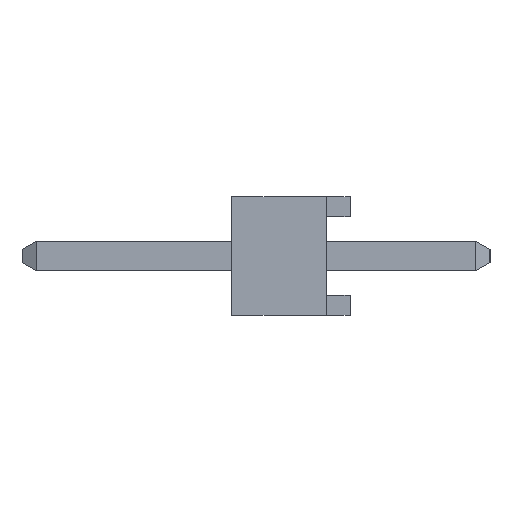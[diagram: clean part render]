
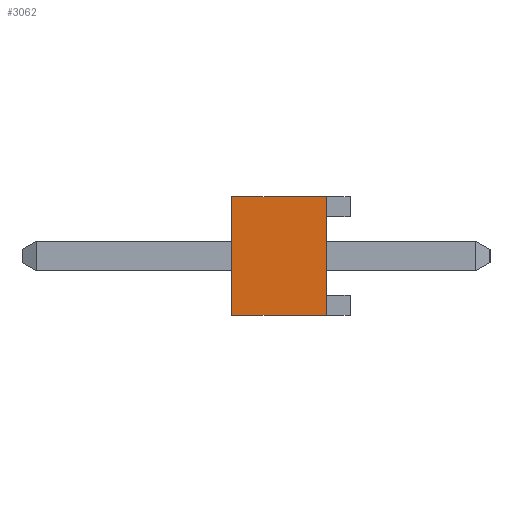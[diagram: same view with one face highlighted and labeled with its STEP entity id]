
A CAD part, left-side view. The second image highlights one B-rep face of the part: STEP entity #3062.
In plain terms, the highlighted planar face has unit normal (-1, 0, 0).
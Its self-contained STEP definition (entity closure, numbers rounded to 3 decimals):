
#183 = EDGE_LOOP ( 'NONE', ( #7852, #7863, #12227, #12226 ) ) ;
#1410 = DIRECTION ( 'NONE',  ( 0., 1., 0. ) ) ;
#1411 = DIRECTION ( 'NONE',  ( 1., 0., 0. ) ) ;
#1425 = PLANE ( 'NONE',  #3978 ) ;
#1436 = CARTESIAN_POINT ( 'NONE',  ( -38.1, 2.54, 1.27 ) ) ;
#1690 = DIRECTION ( 'NONE',  ( 0., -1., 0. ) ) ;
#1694 = CARTESIAN_POINT ( 'NONE',  ( -38.1, 2.54, 1.27 ) ) ;
#1729 = DIRECTION ( 'NONE',  ( 0., -1., 0. ) ) ;
#1730 = CARTESIAN_POINT ( 'NONE',  ( -38.1, 2.54, -1.27 ) ) ;
#1769 = DIRECTION ( 'NONE',  ( 0., 0., -1. ) ) ;
#1772 = CARTESIAN_POINT ( 'NONE',  ( -38.1, 0.508, 1.27 ) ) ;
#3062 = ADVANCED_FACE ( 'NONE', ( #7769 ), #1425, .F. ) ;
#3270 = DIRECTION ( 'NONE',  ( 0., 0., -1. ) ) ;
#3271 = CARTESIAN_POINT ( 'NONE',  ( -38.1, 2.54, 1.27 ) ) ;
#3978 = AXIS2_PLACEMENT_3D ( 'NONE', #1436, #1411, #1410 ) ;
#5778 = LINE ( 'NONE', #3271, #5779 ) ;
#5779 = VECTOR ( 'NONE', #3270, 1000. ) ;
#5806 = LINE ( 'NONE', #1772, #5807 ) ;
#5807 = VECTOR ( 'NONE', #1769, 1000. ) ;
#5830 = LINE ( 'NONE', #1694, #5831 ) ;
#5831 = VECTOR ( 'NONE', #1690, 1000. ) ;
#5884 = LINE ( 'NONE', #1730, #5885 ) ;
#5885 = VECTOR ( 'NONE', #1729, 1000. ) ;
#7769 = FACE_OUTER_BOUND ( 'NONE', #183, .T. ) ;
#7852 = ORIENTED_EDGE ( 'NONE', *, *, #14317, .T. ) ;
#7863 = ORIENTED_EDGE ( 'NONE', *, *, #14278, .F. ) ;
#8729 = VERTEX_POINT ( 'NONE', #11673 ) ;
#9053 = VERTEX_POINT ( 'NONE', #11400 ) ;
#9066 = VERTEX_POINT ( 'NONE', #11386 ) ;
#9465 = VERTEX_POINT ( 'NONE', #12860 ) ;
#11386 = CARTESIAN_POINT ( 'NONE',  ( -38.1, 0.508, -1.27 ) ) ;
#11400 = CARTESIAN_POINT ( 'NONE',  ( -38.1, 2.54, -1.27 ) ) ;
#11673 = CARTESIAN_POINT ( 'NONE',  ( -38.1, 0.508, 1.27 ) ) ;
#12226 = ORIENTED_EDGE ( 'NONE', *, *, #14264, .T. ) ;
#12227 = ORIENTED_EDGE ( 'NONE', *, *, #14290, .F. ) ;
#12860 = CARTESIAN_POINT ( 'NONE',  ( -38.1, 2.54, 1.27 ) ) ;
#14264 = EDGE_CURVE ( 'NONE', #9465, #9053, #5778, .T. ) ;
#14278 = EDGE_CURVE ( 'NONE', #8729, #9066, #5806, .T. ) ;
#14290 = EDGE_CURVE ( 'NONE', #9465, #8729, #5830, .T. ) ;
#14317 = EDGE_CURVE ( 'NONE', #9053, #9066, #5884, .T. ) ;
